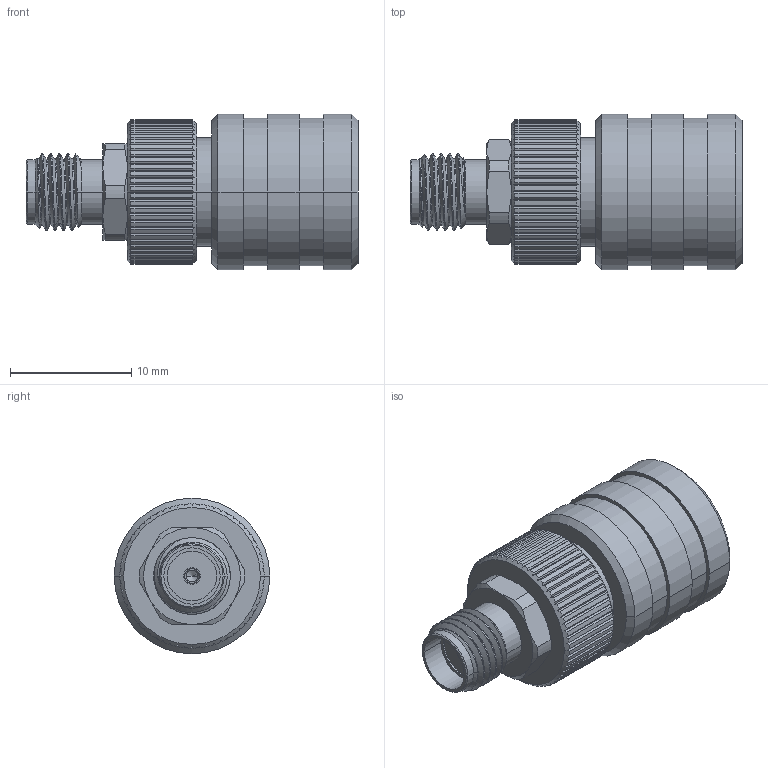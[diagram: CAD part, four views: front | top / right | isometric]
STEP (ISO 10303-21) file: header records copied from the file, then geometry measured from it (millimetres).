
FILE_DESCRIPTION((''),'2;1');
FILE_NAME('901-10565_SW0001','2019-01-09T',('Viji'),(''),'CREO PARAMETRIC BY PTC INC, 2017020','CREO PARAMETRIC BY PTC INC, 2017020','');
FILE_SCHEMA(('CONFIG_CONTROL_DESIGN'));
Length unit declared in the file: inch
Products named in the file (1): 901-10565_SW0001
Bounding box: 27.43 x 12.85 x 12.85 mm (x, y, z)
Volume: 2354.1 mm3; surface area: 1504.5 mm2
Topology: 1 solids, 1 shells, 425 faces, 1202 edges, 791 vertices
Faces by surface type: plane 167, cylinder 131, bspline 73, cone 54
Entity records: 17838 total; most frequent: CARTESIAN_POINT 7772, ORIENTED_EDGE 2400, DIRECTION 1664, EDGE_CURVE 1200, VERTEX_POINT 791, AXIS2_PLACEMENT_3D 629, B_SPLINE_CURVE_WITH_KNOTS 517, EDGE_LOOP 439
